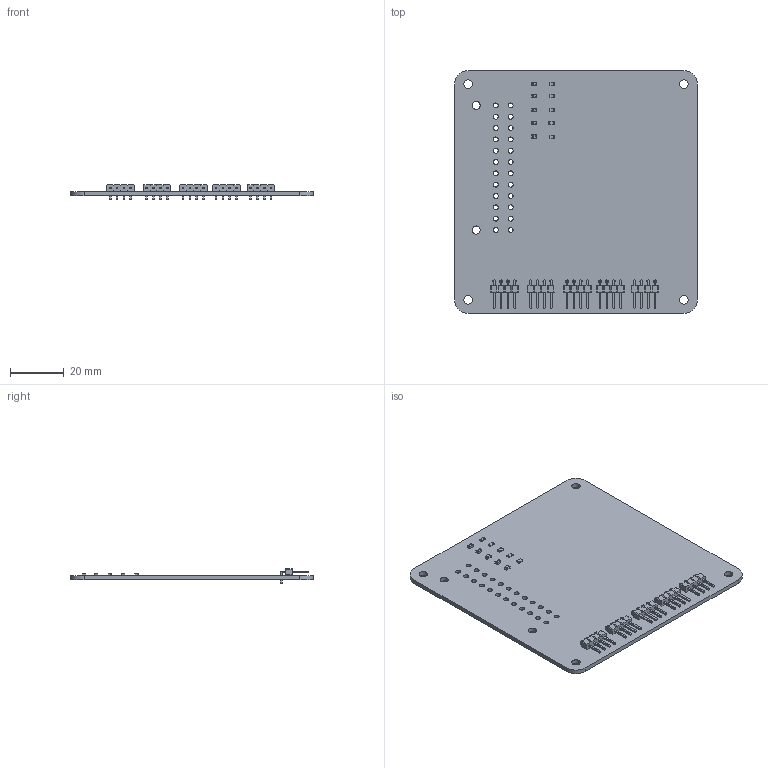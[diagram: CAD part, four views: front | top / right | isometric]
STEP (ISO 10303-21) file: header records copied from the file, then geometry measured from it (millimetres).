
FILE_DESCRIPTION(('KiCad electronic assembly'),'2;1');
FILE_NAME('main.step','2022-11-08T00:45:36',('Pcbnew'),('Kicad'), 'Open CASCADE STEP processor 7.6','KiCad to STEP converter','Unknown' );
FILE_SCHEMA(('AUTOMOTIVE_DESIGN { 1 0 10303 214 1 1 1 1 }'));
Length unit declared in the file: millimetre
Products named in the file (8): main 1; D_0805_2012Metric; SOLID; R_0805_2012Metric; PinHeader_1x04_P2.54mm_Horizontal; main PCB
Assembly tree (19 placements, depth 3):
  main 1
    D_0805_2012Metric  x5
      SOLID
    R_0805_2012Metric  x5
      SOLID
    PinHeader_1x04_P2.54mm_Horizontal  x5
      SOLID
    main PCB
Bounding box: 90 x 90 x 5.54 mm (x, y, z)
Volume: 13157.5 mm3; surface area: 18143.1 mm2
Topology: 16 solids, 16 shells, 945 faces, 2424 edges, 1556 vertices
Faces by surface type: bspline 885, cylinder 54, plane 6
Full cylindrical faces by diameter (mm): 1 x20, 1.8 x24, 3 x2, 3.2 x4
Entity records: 15891 total; most frequent: CARTESIAN_POINT 4746, B_SPLINE_CURVE_WITH_KNOTS 1262, ORIENTED_EDGE 1248, PCURVE 1248, DEFINITIONAL_REPRESENTATION 1248, DIRECTION 790, EDGE_CURVE 624, SURFACE_CURVE 574
